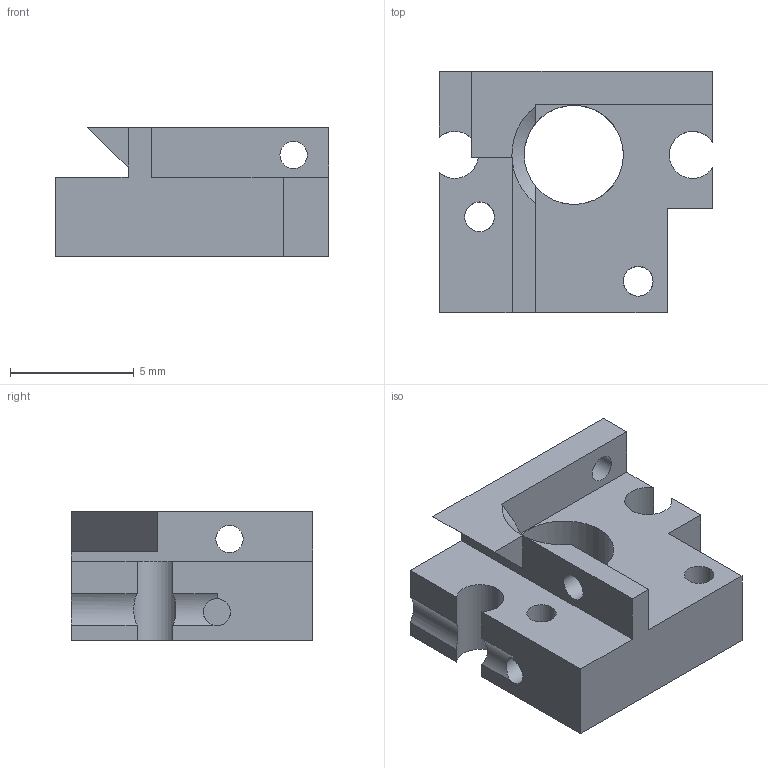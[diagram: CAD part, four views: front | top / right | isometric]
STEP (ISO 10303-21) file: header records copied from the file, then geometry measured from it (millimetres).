
FILE_DESCRIPTION(/* description */ ('STEP AP242','CAx-IF Rec.Pracs.---Representation and Presentation of Product Manufacturing Information (PMI)---4.0---2014-10-13','CAx-IF Rec.Pracs.---3D Tessellated Geometry---0.4---2014-09-14','2;1'),/* implementation_level */ '2;1');
FILE_NAME(/* name */ '6670dcf100c0bf5a21c5f8a9',/* time_stamp */ '2024-06-18T01:03:45Z',/* author */ (''),/* organization */ (''),/* preprocessor_version */ 'ST-DEVELOPER v20',/* originating_system */ ' ',/* authorisation */ ' ');
FILE_SCHEMA (('AP242_MANAGED_MODEL_BASED_3D_ENGINEERING_MIM_LF { 1 0 10303 442 1 1 4 }'));
Length unit declared in the file: metre
Products named in the file (1): hotswap mx solderable v7
Bounding box: 11.03 x 9.75 x 5.2 mm (x, y, z)
Volume: 279.5 mm3; surface area: 506.9 mm2
Topology: 1 solids, 1 shells, 37 faces, 116 edges, 78 vertices
Faces by surface type: plane 23, cylinder 13, cone 1
Full cylindrical faces by diameter (mm): 1.1 x6, 1.2 x2, 4 x1
Entity records: 1269 total; most frequent: CARTESIAN_POINT 290, ORIENTED_EDGE 190, DIRECTION 185, EDGE_CURVE 95, VERTEX_POINT 69, EDGE_LOOP 62, FACE_BOUND 62, AXIS2_PLACEMENT_3D 62
